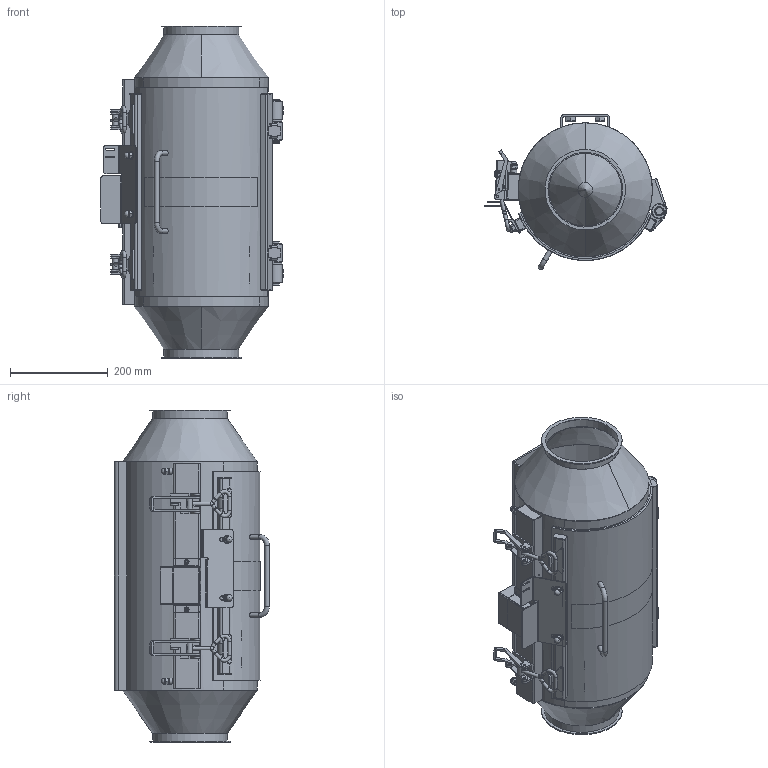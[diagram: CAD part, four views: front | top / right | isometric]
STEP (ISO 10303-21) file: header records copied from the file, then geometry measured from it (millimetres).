
FILE_DESCRIPTION(/* description */ (''),/* implementation_level */ '2;1');
FILE_NAME(/* name */ 'SPPE010161.stp',/* time_stamp */ '2018-06-15T12:56:14+02:00',/* author */ ('pw'),/* organization */ (''),/* preprocessor_version */ 'ST-DEVELOPER v16.5',/* originating_system */ 'Autodesk Inventor 2017',/* authorisation */ '');
FILE_SCHEMA (('AUTOMOTIVE_DESIGN { 1 0 10303 214 3 1 1 }'));
Length unit declared in the file: millimetre
Products named in the file (1): SPPE010161
Bounding box: 373.13 x 317.63 x 680.13 mm (x, y, z)
Volume: 2763604.9 mm3; surface area: 1844345.8 mm2
Topology: 18 solids, 22 shells, 1193 faces, 3054 edges, 1878 vertices
Faces by surface type: plane 688, cylinder 360, cone 110, torus 20, bspline 10, sphere 5
Full cylindrical faces by diameter (mm): 1.7 x8, 2.459 x2, 3 x4, 3.242 x2, 4 x8, 4.917 x2, 6 x6, 6.3 x2, 6.6 x2, 6.647 x4, 7 x12, 8 x6, 8.4 x2, 8.5 x2, 10 x8, 10.106 x4, 10.5 x2, 12 x3, 12.5 x4, 13 x4, 13.5 x4, 15.2 x4, 16 x9, 19 x2, 20 x1, 26 x1, 28 x2, 30 x4, 33 x2, 40 x1
Entity records: 37535 total; most frequent: CARTESIAN_POINT 8245, DIRECTION 5877, ORIENTED_EDGE 5594, EDGE_CURVE 2765, AXIS2_PLACEMENT_3D 2124, VERTEX_POINT 1810, LINE 1629, VECTOR 1629
